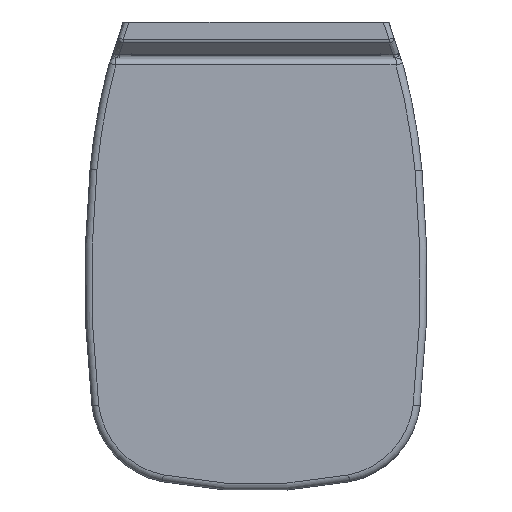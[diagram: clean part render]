
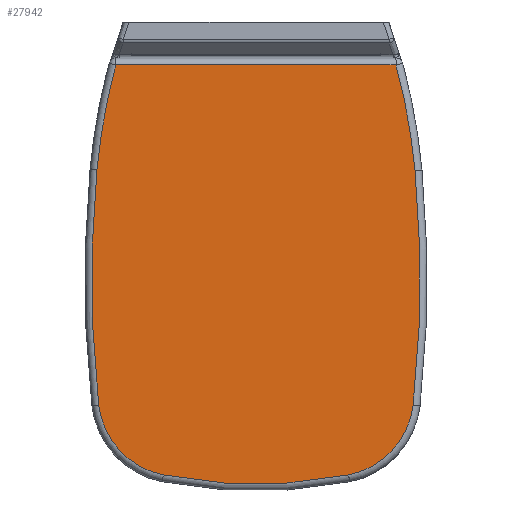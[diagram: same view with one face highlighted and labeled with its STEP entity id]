
A CAD part, top view. The second image highlights one B-rep face of the part: STEP entity #27942.
In plain terms, the highlighted planar face has unit normal (0.002, 0, 1).
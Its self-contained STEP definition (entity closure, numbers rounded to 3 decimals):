
#27649=CARTESIAN_POINT('',(-44.071,143.402,15.0));
#27650=VERTEX_POINT('',#27649);
#27658=CARTESIAN_POINT('',(-44.071,-143.374,15.0));
#27659=VERTEX_POINT('',#27658);
#27660=CARTESIAN_POINT('',(-44.071,143.402,15.0));
#27661=DIRECTION('',(0.0,-1.0,0.0));
#27662=VECTOR('',#27661,286.776);
#27663=LINE('',#27660,#27662);
#27664=EDGE_CURVE('',#27650,#27659,#27663,.T.);
#27689=CARTESIAN_POINT('',(-152.442,-162.852,15.0));
#27690=VERTEX_POINT('',#27689);
#27691=CARTESIAN_POINT('',(-213.888,490.222,15.0));
#27692=DIRECTION('',(0.0,0.0,-1.0));
#27693=DIRECTION('',(0.177,-0.984,0.0));
#27694=AXIS2_PLACEMENT_3D('',#27691,#27692,#27693);
#27695=CIRCLE('',#27694,655.959);
#27696=EDGE_CURVE('',#27659,#27690,#27695,.T.);
#27716=CARTESIAN_POINT('',(-392.221,-160.894,15.0));
#27717=VERTEX_POINT('',#27716);
#27718=CARTESIAN_POINT('',(-262.766,1009.714,15.0));
#27719=DIRECTION('',(0.0,0.0,-1.0));
#27720=DIRECTION('',(-0.008,-1.,0.0));
#27721=AXIS2_PLACEMENT_3D('',#27718,#27719,#27720);
#27722=CIRCLE('',#27721,1177.745);
#27723=EDGE_CURVE('',#27690,#27717,#27722,.T.);
#27748=CARTESIAN_POINT('',(-463.642,-94.712,15.0));
#27749=VERTEX_POINT('',#27748);
#27750=CARTESIAN_POINT('',(-382.242,-78.496,15.0));
#27751=DIRECTION('',(0.0,0.0,-1.0));
#27752=DIRECTION('',(-0.68,-0.734,0.0));
#27753=AXIS2_PLACEMENT_3D('',#27750,#27751,#27752);
#27754=CIRCLE('',#27753,83.);
#27755=EDGE_CURVE('',#27717,#27749,#27754,.T.);
#27784=CARTESIAN_POINT('',(-463.643,94.71,15.0));
#27785=VERTEX_POINT('',#27784);
#27786=CARTESIAN_POINT('',(10.98,-0.001,15.0));
#27787=DIRECTION('',(0.0,0.0,-1.));
#27788=DIRECTION('',(-1.,0.,0.0));
#27789=AXIS2_PLACEMENT_3D('',#27786,#27787,#27788);
#27790=CIRCLE('',#27789,483.981);
#27791=EDGE_CURVE('',#27749,#27785,#27790,.T.);
#27820=CARTESIAN_POINT('',(-392.221,160.892,15.0));
#27821=VERTEX_POINT('',#27820);
#27822=CARTESIAN_POINT('',(-382.242,78.494,15.0));
#27823=DIRECTION('',(0.0,0.0,-1.0));
#27824=DIRECTION('',(-0.68,0.734,0.0));
#27825=AXIS2_PLACEMENT_3D('',#27822,#27823,#27824);
#27826=CIRCLE('',#27825,83.);
#27827=EDGE_CURVE('',#27785,#27821,#27826,.T.);
#27854=CARTESIAN_POINT('',(-151.098,162.723,15.0));
#27855=VERTEX_POINT('',#27854);
#27863=CARTESIAN_POINT('',(-212.816,-485.276,15.0));
#27864=DIRECTION('',(0.0,0.0,-1.));
#27865=DIRECTION('',(0.178,0.984,0.0));
#27866=AXIS2_PLACEMENT_3D('',#27863,#27864,#27865);
#27867=CIRCLE('',#27866,650.931);
#27868=EDGE_CURVE('',#27855,#27650,#27867,.T.);
#27886=CARTESIAN_POINT('',(-262.766,-1009.716,15.0));
#27887=DIRECTION('',(0.0,0.0,-1.0));
#27888=DIRECTION('',(-0.008,1.,0.0));
#27889=AXIS2_PLACEMENT_3D('',#27886,#27887,#27888);
#27890=CIRCLE('',#27889,1177.745);
#27891=EDGE_CURVE('',#27821,#27855,#27890,.T.);
#27927=CARTESIAN_POINT('',(-248.217,0.003,15.0));
#27928=DIRECTION('',(0.0,0.0,1.0));
#27929=DIRECTION('',(1.0,0.0,0.0));
#27930=AXIS2_PLACEMENT_3D('',#27927,#27928,#27929);
#27931=PLANE('',#27930);
#27932=ORIENTED_EDGE('',*,*,#27664,.F.);
#27933=ORIENTED_EDGE('',*,*,#27868,.F.);
#27934=ORIENTED_EDGE('',*,*,#27891,.F.);
#27935=ORIENTED_EDGE('',*,*,#27827,.F.);
#27936=ORIENTED_EDGE('',*,*,#27791,.F.);
#27937=ORIENTED_EDGE('',*,*,#27755,.F.);
#27938=ORIENTED_EDGE('',*,*,#27723,.F.);
#27939=ORIENTED_EDGE('',*,*,#27696,.F.);
#27940=EDGE_LOOP('',(#27932,#27933,#27934,#27935,#27936,#27937,#27938,#27939));
#27941=FACE_OUTER_BOUND('',#27940,.T.);
#27942=ADVANCED_FACE('',(#27941),#27931,.T.);
